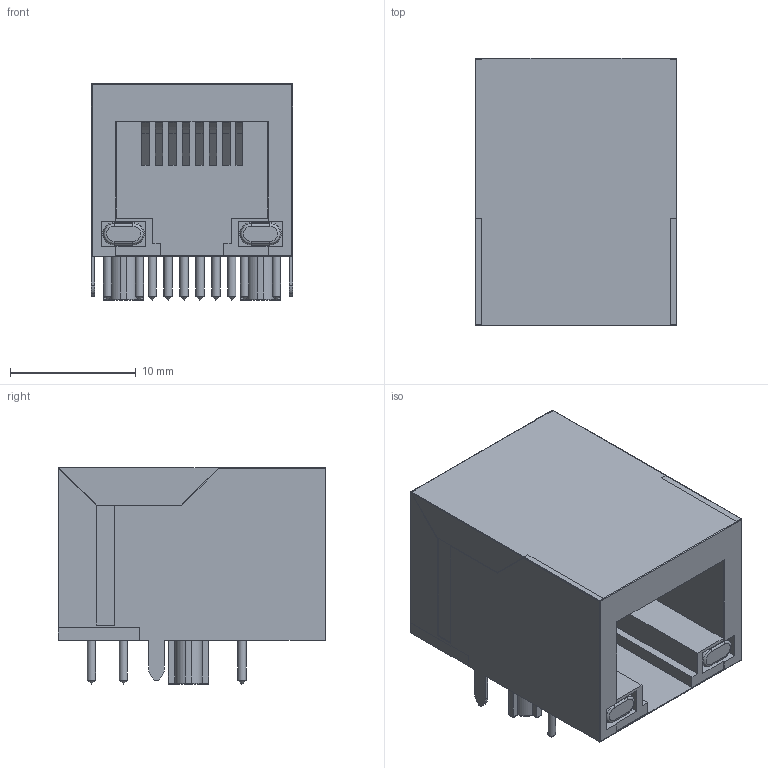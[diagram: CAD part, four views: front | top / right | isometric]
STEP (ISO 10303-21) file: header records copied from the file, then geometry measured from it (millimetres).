
FILE_DESCRIPTION(('FreeCAD Model'),'2;1');
FILE_NAME('Open CASCADE Shape Model','2022-02-23T13:49:07',(''),(''), 'Open CASCADE STEP processor 7.5','FreeCAD','Unknown');
FILE_SCHEMA(('AUTOMOTIVE_DESIGN { 1 0 10303 214 1 1 1 1 }'));
Length unit declared in the file: millimetre
Products named in the file (1): RJ45
Bounding box: 16 x 21.3 x 17.25 mm (x, y, z)
Volume: 3634.8 mm3; surface area: 2528.6 mm2
Topology: 1 solids, 1 shells, 289 faces, 746 edges, 465 vertices
Faces by surface type: plane 161, cylinder 84, torus 18, cone 12, bspline 10, revolution 4
Full cylindrical faces by diameter (mm): 0.65 x12
Entity records: 20944 total; most frequent: CARTESIAN_POINT 5249, DIRECTION 2513, LINE 1580, VECTOR 1580, ORIENTED_EDGE 1468, PCURVE 1468, DEFINITIONAL_REPRESENTATION 1468, EDGE_CURVE 734
